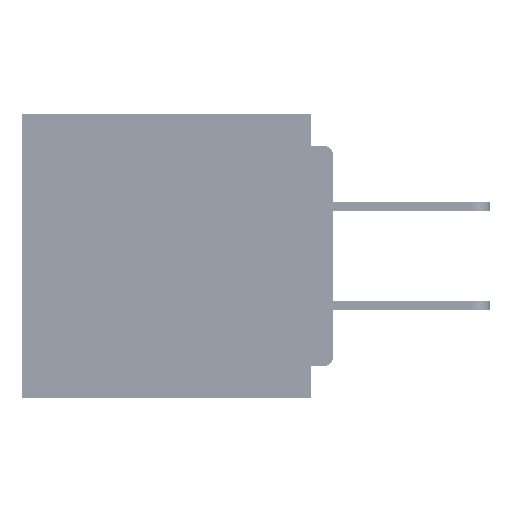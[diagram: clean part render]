
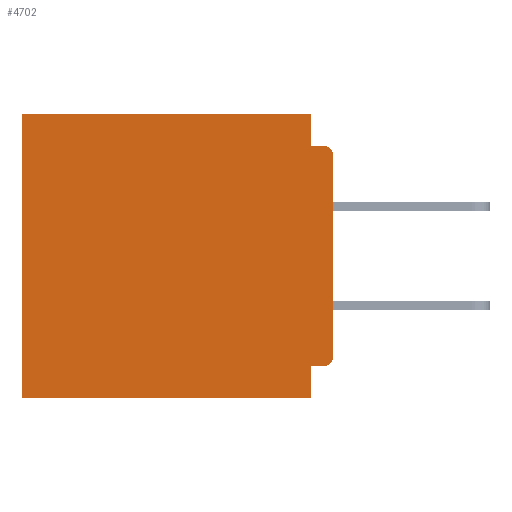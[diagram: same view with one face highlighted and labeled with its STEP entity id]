
A CAD part, left-side view. The second image highlights one B-rep face of the part: STEP entity #4702.
In plain terms, the highlighted planar face has unit normal (-1, 0, 0).
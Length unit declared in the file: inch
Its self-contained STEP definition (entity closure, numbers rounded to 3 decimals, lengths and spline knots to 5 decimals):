
#1139 = EDGE_CURVE ( 'NONE', #27249, #49413, #7885, .T. ) ;
#1360 = DIRECTION ( 'NONE',  ( 0., 1., 0. ) ) ;
#1455 = EDGE_CURVE ( 'NONE', #54065, #39059, #57883, .T. ) ;
#1598 = EDGE_CURVE ( 'NONE', #33803, #39059, #44841, .T. ) ;
#1631 = VERTEX_POINT ( 'NONE', #10181 ) ;
#2862 = VECTOR ( 'NONE', #4144, 39.37008 ) ;
#3716 = VERTEX_POINT ( 'NONE', #57284 ) ;
#3979 = CARTESIAN_POINT ( 'NONE',  ( 0.3, 0., 0. ) ) ;
#4144 = DIRECTION ( 'NONE',  ( 0., 0., -1. ) ) ;
#4702 = ADVANCED_FACE ( 'NONE', ( #59859 ), #56263, .F. ) ;
#7885 = LINE ( 'NONE', #13240, #20265 ) ;
#9748 = EDGE_CURVE ( 'NONE', #17994, #3716, #63780, .T. ) ;
#10181 = CARTESIAN_POINT ( 'NONE',  ( 0.3, 0.015, -0.045 ) ) ;
#10753 = AXIS2_PLACEMENT_3D ( 'NONE', #51543, #20149, #56777 ) ;
#11033 = DIRECTION ( 'NONE',  ( 0., 0., -1. ) ) ;
#11566 = ORIENTED_EDGE ( 'NONE', *, *, #54672, .F. ) ;
#11938 = EDGE_CURVE ( 'NONE', #17994, #15880, #41641, .T. ) ;
#12033 = VECTOR ( 'NONE', #11033, 39.37008 ) ;
#12810 = ORIENTED_EDGE ( 'NONE', *, *, #53177, .F. ) ;
#13240 = CARTESIAN_POINT ( 'NONE',  ( 0.3, 0.031, 0. ) ) ;
#14269 = CARTESIAN_POINT ( 'NONE',  ( 0.3, 0.437, -0.4 ) ) ;
#15135 = CARTESIAN_POINT ( 'NONE',  ( 0.3, 0.031, -0.045 ) ) ;
#15337 = VECTOR ( 'NONE', #1360, 39.37008 ) ;
#15880 = VERTEX_POINT ( 'NONE', #50471 ) ;
#15918 = VERTEX_POINT ( 'NONE', #24600 ) ;
#16634 = EDGE_CURVE ( 'NONE', #27249, #33803, #53165, .T. ) ;
#17994 = VERTEX_POINT ( 'NONE', #51796 ) ;
#18590 = CIRCLE ( 'NONE', #25376, 0.015 ) ;
#18972 = CARTESIAN_POINT ( 'NONE',  ( 0.3, 0., -0.4 ) ) ;
#19876 = DIRECTION ( 'NONE',  ( 0., 0., -1. ) ) ;
#20149 = DIRECTION ( 'NONE',  ( -1., 0., 0. ) ) ;
#20175 = CARTESIAN_POINT ( 'NONE',  ( 0.3, 0., -0.045 ) ) ;
#20265 = VECTOR ( 'NONE', #47219, 39.37008 ) ;
#21544 = CARTESIAN_POINT ( 'NONE',  ( 0.3, 0.015, -0.06 ) ) ;
#24600 = CARTESIAN_POINT ( 'NONE',  ( 0.3, 0., -0.06 ) ) ;
#25129 = VECTOR ( 'NONE', #39875, 39.37008 ) ;
#25313 = CARTESIAN_POINT ( 'NONE',  ( 0.3, 0.031, 0. ) ) ;
#25376 = AXIS2_PLACEMENT_3D ( 'NONE', #21544, #58136, #26835 ) ;
#26835 = DIRECTION ( 'NONE',  ( 0., 0., -1. ) ) ;
#27249 = VERTEX_POINT ( 'NONE', #25313 ) ;
#28478 = VECTOR ( 'NONE', #28750, 39.37008 ) ;
#28750 = DIRECTION ( 'NONE',  ( 0., 1., 0. ) ) ;
#29075 = ORIENTED_EDGE ( 'NONE', *, *, #1139, .F. ) ;
#29341 = ORIENTED_EDGE ( 'NONE', *, *, #1455, .F. ) ;
#29585 = EDGE_LOOP ( 'NONE', ( #12810, #61021, #35169, #29075, #54868, #55177, #29341, #11566, #64310, #65891 ) ) ;
#30339 = LINE ( 'NONE', #20175, #56465 ) ;
#33803 = VERTEX_POINT ( 'NONE', #50118 ) ;
#33958 = CARTESIAN_POINT ( 'NONE',  ( 0.3, 0.437, -0.4 ) ) ;
#35169 = ORIENTED_EDGE ( 'NONE', *, *, #60699, .F. ) ;
#35550 = DIRECTION ( 'NONE',  ( 0., 1., 0. ) ) ;
#37260 = CARTESIAN_POINT ( 'NONE',  ( 0.3, 0.031, -0.4 ) ) ;
#39059 = VERTEX_POINT ( 'NONE', #14269 ) ;
#39875 = DIRECTION ( 'NONE',  ( 0., 0., -1. ) ) ;
#40029 = LINE ( 'NONE', #37260, #12033 ) ;
#40464 = AXIS2_PLACEMENT_3D ( 'NONE', #45825, #51268, #19876 ) ;
#41641 = LINE ( 'NONE', #64081, #15337 ) ;
#44841 = LINE ( 'NONE', #33958, #2862 ) ;
#45825 = CARTESIAN_POINT ( 'NONE',  ( 0.3, 0., -0.4 ) ) ;
#46351 = DIRECTION ( 'NONE',  ( 0., -1., 0. ) ) ;
#47219 = DIRECTION ( 'NONE',  ( 0., 0., -1. ) ) ;
#49413 = VERTEX_POINT ( 'NONE', #15135 ) ;
#50118 = CARTESIAN_POINT ( 'NONE',  ( 0.3, 0.437, 0. ) ) ;
#50471 = CARTESIAN_POINT ( 'NONE',  ( 0.3, 0.031, -0.355 ) ) ;
#51268 = DIRECTION ( 'NONE',  ( 1., 0., 0. ) ) ;
#51543 = CARTESIAN_POINT ( 'NONE',  ( 0.3, 0.015, -0.34 ) ) ;
#51550 = VECTOR ( 'NONE', #35550, 39.37008 ) ;
#51796 = CARTESIAN_POINT ( 'NONE',  ( 0.3, 0.015, -0.355 ) ) ;
#52866 = EDGE_CURVE ( 'NONE', #15918, #1631, #18590, .T. ) ;
#53165 = LINE ( 'NONE', #3979, #51550 ) ;
#53177 = EDGE_CURVE ( 'NONE', #15918, #3716, #66668, .T. ) ;
#54065 = VERTEX_POINT ( 'NONE', #63952 ) ;
#54672 = EDGE_CURVE ( 'NONE', #15880, #54065, #40029, .T. ) ;
#54868 = ORIENTED_EDGE ( 'NONE', *, *, #16634, .T. ) ;
#55177 = ORIENTED_EDGE ( 'NONE', *, *, #1598, .T. ) ;
#56263 = PLANE ( 'NONE',  #40464 ) ;
#56465 = VECTOR ( 'NONE', #46351, 39.37008 ) ;
#56777 = DIRECTION ( 'NONE',  ( 0., 0., -1. ) ) ;
#56896 = CARTESIAN_POINT ( 'NONE',  ( 0.3, 0., -0.4 ) ) ;
#57284 = CARTESIAN_POINT ( 'NONE',  ( 0.3, 0., -0.34 ) ) ;
#57883 = LINE ( 'NONE', #56896, #28478 ) ;
#58136 = DIRECTION ( 'NONE',  ( -1., 0., 0. ) ) ;
#59859 = FACE_OUTER_BOUND ( 'NONE', #29585, .T. ) ;
#60699 = EDGE_CURVE ( 'NONE', #49413, #1631, #30339, .T. ) ;
#61021 = ORIENTED_EDGE ( 'NONE', *, *, #52866, .T. ) ;
#63780 = CIRCLE ( 'NONE', #10753, 0.015 ) ;
#63952 = CARTESIAN_POINT ( 'NONE',  ( 0.3, 0.031, -0.4 ) ) ;
#64081 = CARTESIAN_POINT ( 'NONE',  ( 0.3, 0., -0.355 ) ) ;
#64310 = ORIENTED_EDGE ( 'NONE', *, *, #11938, .F. ) ;
#65891 = ORIENTED_EDGE ( 'NONE', *, *, #9748, .T. ) ;
#66668 = LINE ( 'NONE', #18972, #25129 ) ;
